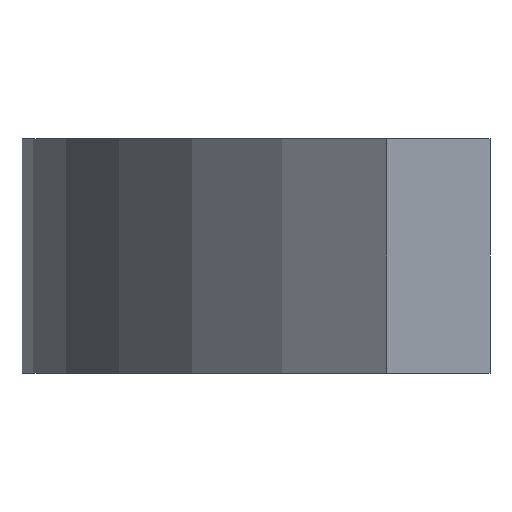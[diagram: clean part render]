
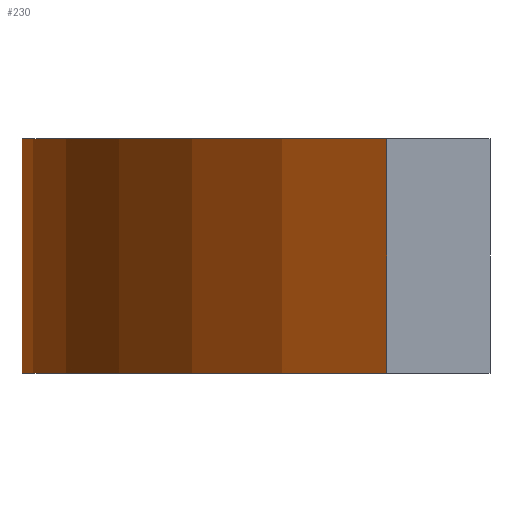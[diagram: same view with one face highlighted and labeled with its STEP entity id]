
A CAD part, front view. The second image highlights one B-rep face of the part: STEP entity #230.
In plain terms, the highlighted cylindrical face has radius 34.95 mm (diameter 69.9 mm), a partial arc.
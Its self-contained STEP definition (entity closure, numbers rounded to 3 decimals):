
#38=FACE_OUTER_BOUND('',#50,.T.);
#50=EDGE_LOOP('',(#191,#192,#193,#194));
#60=LINE('',#364,#78);
#74=LINE('',#403,#92);
#78=VECTOR('',#294,10.);
#92=VECTOR('',#332,10.);
#103=CIRCLE('',#268,34.95);
#104=CIRCLE('',#269,34.95);
#109=VERTEX_POINT('',#360);
#111=VERTEX_POINT('',#363);
#123=VERTEX_POINT('',#399);
#124=VERTEX_POINT('',#401);
#132=EDGE_CURVE('',#109,#111,#60,.T.);
#152=EDGE_CURVE('',#123,#124,#74,.T.);
#153=EDGE_CURVE('',#109,#123,#103,.T.);
#154=EDGE_CURVE('',#111,#124,#104,.T.);
#191=ORIENTED_EDGE('',*,*,#153,.T.);
#192=ORIENTED_EDGE('',*,*,#152,.T.);
#193=ORIENTED_EDGE('',*,*,#154,.F.);
#194=ORIENTED_EDGE('',*,*,#132,.F.);
#220=CYLINDRICAL_SURFACE('',#267,34.95);
#230=ADVANCED_FACE('',(#38),#220,.T.);
#267=AXIS2_PLACEMENT_3D('',#404,#333,#334);
#268=AXIS2_PLACEMENT_3D('',#405,#335,#336);
#269=AXIS2_PLACEMENT_3D('',#406,#337,#338);
#294=DIRECTION('',(0.,0.,1.));
#332=DIRECTION('',(0.,0.,1.));
#333=DIRECTION('center_axis',(0.,0.,1.));
#334=DIRECTION('ref_axis',(-1.,0.,0.));
#335=DIRECTION('center_axis',(0.,0.,1.));
#336=DIRECTION('ref_axis',(1.,0.,0.));
#337=DIRECTION('center_axis',(0.,0.,1.));
#338=DIRECTION('ref_axis',(1.,0.,0.));
#360=CARTESIAN_POINT('',(-19.392,29.077,0.));
#363=CARTESIAN_POINT('',(-19.392,29.077,10.));
#364=CARTESIAN_POINT('',(-19.392,29.077,0.));
#399=CARTESIAN_POINT('',(-19.392,-29.077,0.));
#401=CARTESIAN_POINT('',(-19.392,-29.077,10.));
#403=CARTESIAN_POINT('',(-19.392,-29.077,0.));
#404=CARTESIAN_POINT('Origin',(0.,0.,0.));
#405=CARTESIAN_POINT('Origin',(0.,0.,0.));
#406=CARTESIAN_POINT('Origin',(0.,0.,10.));
